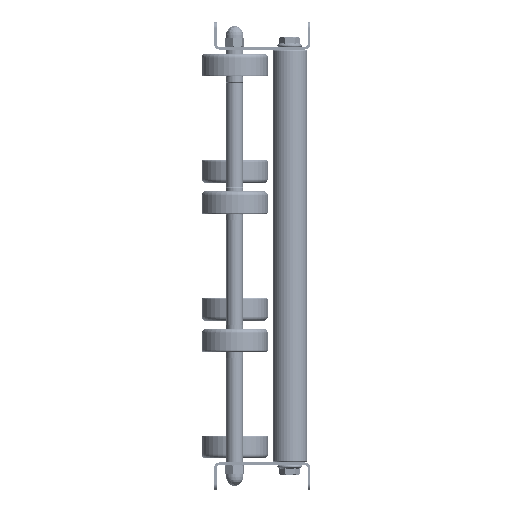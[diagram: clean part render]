
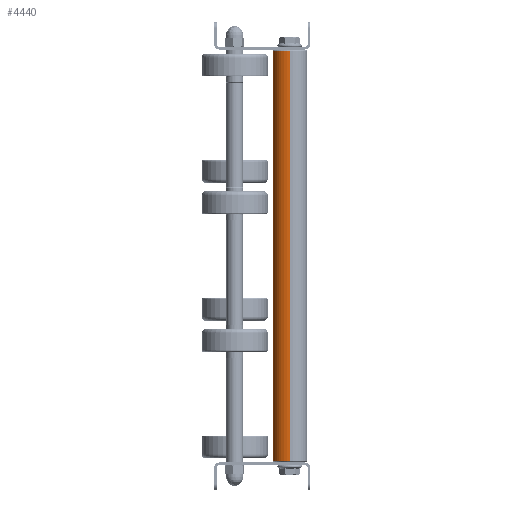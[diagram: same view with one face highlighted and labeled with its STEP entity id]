
A CAD part, left-side view. The second image highlights one B-rep face of the part: STEP entity #4440.
In plain terms, the highlighted cylindrical face has radius 12.5 mm (diameter 25 mm), a partial arc.
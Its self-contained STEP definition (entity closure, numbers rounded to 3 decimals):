
#2 = AXIS2_PLACEMENT_3D ( 'NONE', #3579, #4791, #9425 ) ;
#970 = EDGE_CURVE ( 'NONE', #16700, #4046, #12994, .T. ) ;
#1049 = LINE ( 'NONE', #10381, #6501 ) ;
#1836 = CARTESIAN_POINT ( 'NONE',  ( 1., 0., 12.5 ) ) ;
#1942 = CARTESIAN_POINT ( 'NONE',  ( 300., 0., 12.5 ) ) ;
#2924 = DIRECTION ( 'NONE',  ( 0., 0., -1. ) ) ;
#3579 = CARTESIAN_POINT ( 'NONE',  ( 300., 0., 0. ) ) ;
#3934 = EDGE_LOOP ( 'NONE', ( #16929, #15399, #12693, #16945 ) ) ;
#4021 = CIRCLE ( 'NONE', #10771, 12.5 ) ;
#4046 = VERTEX_POINT ( 'NONE', #1836 ) ;
#4440 = ADVANCED_FACE ( 'NONE', ( #10834 ), #16996, .T. ) ;
#4716 = CARTESIAN_POINT ( 'NONE',  ( 299., 0., 0. ) ) ;
#4791 = DIRECTION ( 'NONE',  ( -1., 0., 0. ) ) ;
#5973 = CARTESIAN_POINT ( 'NONE',  ( 1., 0., -12.5 ) ) ;
#6197 = DIRECTION ( 'NONE',  ( 1., 0., 0. ) ) ;
#6501 = VECTOR ( 'NONE', #18162, 1000. ) ;
#7124 = AXIS2_PLACEMENT_3D ( 'NONE', #17000, #6197, #15262 ) ;
#7191 = VECTOR ( 'NONE', #12618, 1000. ) ;
#8115 = VERTEX_POINT ( 'NONE', #5973 ) ;
#8157 = VERTEX_POINT ( 'NONE', #9408 ) ;
#9408 = CARTESIAN_POINT ( 'NONE',  ( 299., 0., -12.5 ) ) ;
#9425 = DIRECTION ( 'NONE',  ( 0., 0., 1. ) ) ;
#10381 = CARTESIAN_POINT ( 'NONE',  ( 300., 0., -12.5 ) ) ;
#10771 = AXIS2_PLACEMENT_3D ( 'NONE', #4716, #13766, #2924 ) ;
#10834 = FACE_OUTER_BOUND ( 'NONE', #3934, .T. ) ;
#11678 = EDGE_CURVE ( 'NONE', #8115, #4046, #17440, .T. ) ;
#12618 = DIRECTION ( 'NONE',  ( -1., 0., 0. ) ) ;
#12693 = ORIENTED_EDGE ( 'NONE', *, *, #11678, .T. ) ;
#12994 = LINE ( 'NONE', #1942, #7191 ) ;
#13250 = EDGE_CURVE ( 'NONE', #8157, #8115, #1049, .T. ) ;
#13766 = DIRECTION ( 'NONE',  ( -1., 0., 0. ) ) ;
#15248 = EDGE_CURVE ( 'NONE', #16700, #8157, #4021, .T. ) ;
#15262 = DIRECTION ( 'NONE',  ( 0., 0., -1. ) ) ;
#15399 = ORIENTED_EDGE ( 'NONE', *, *, #13250, .T. ) ;
#16700 = VERTEX_POINT ( 'NONE', #17185 ) ;
#16929 = ORIENTED_EDGE ( 'NONE', *, *, #15248, .T. ) ;
#16945 = ORIENTED_EDGE ( 'NONE', *, *, #970, .F. ) ;
#16996 = CYLINDRICAL_SURFACE ( 'NONE', #2, 12.5 ) ;
#17000 = CARTESIAN_POINT ( 'NONE',  ( 1., 0., 0. ) ) ;
#17185 = CARTESIAN_POINT ( 'NONE',  ( 299., 0., 12.5 ) ) ;
#17440 = CIRCLE ( 'NONE', #7124, 12.5 ) ;
#18162 = DIRECTION ( 'NONE',  ( -1., 0., 0. ) ) ;
